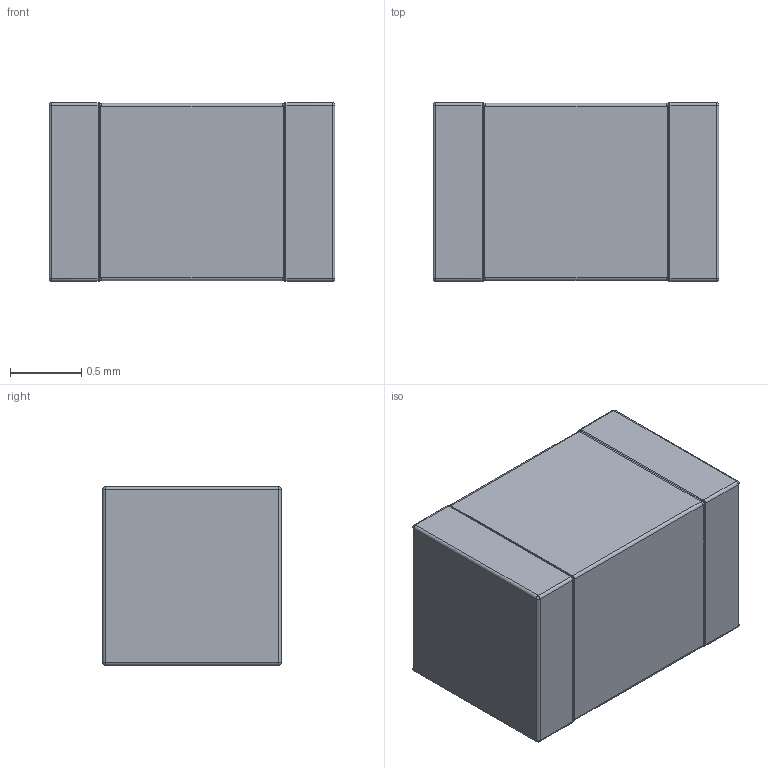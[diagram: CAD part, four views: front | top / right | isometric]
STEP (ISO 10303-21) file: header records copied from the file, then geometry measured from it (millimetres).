
FILE_DESCRIPTION((''),'2;1');
FILE_NAME('CSMD-0805_L2_W1-25_H1-25','2021-12-11T',('Dragos'),(''),'PRO/ENGINEER BY PARAMETRIC TECHNOLOGY CORPORATION, 2004440','PRO/ENGINEER BY PARAMETRIC TECHNOLOGY CORPORATION, 2004440','');
FILE_SCHEMA(('AUTOMOTIVE_DESIGN { 1 0 10303 214 1 1 1 1 }'));
Length unit declared in the file: millimetre
Products named in the file (1): CSMD-0805_L2_W1-25_H1-25
Bounding box: 2 x 1.25 x 1.25 mm (x, y, z)
Volume: 3.1 mm3; surface area: 12.9 mm2
Topology: 1 solids, 1 shells, 365 faces, 966 edges, 612 vertices
Faces by surface type: plane 257, bspline 56, cylinder 36, sphere 16
Entity records: 18380 total; most frequent: CARTESIAN_POINT 5307, ORIENTED_EDGE 1932, DIRECTION 1578, PRESENTATION_STYLE_ASSIGNMENT 1092, STYLED_ITEM 973, CURVE_STYLE 967, EDGE_CURVE 966, VECTOR 766
